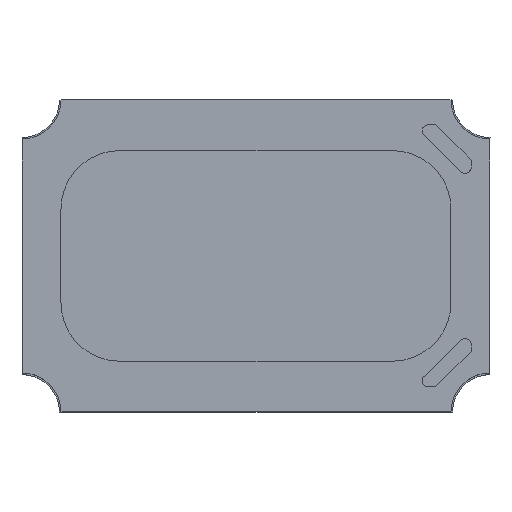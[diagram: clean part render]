
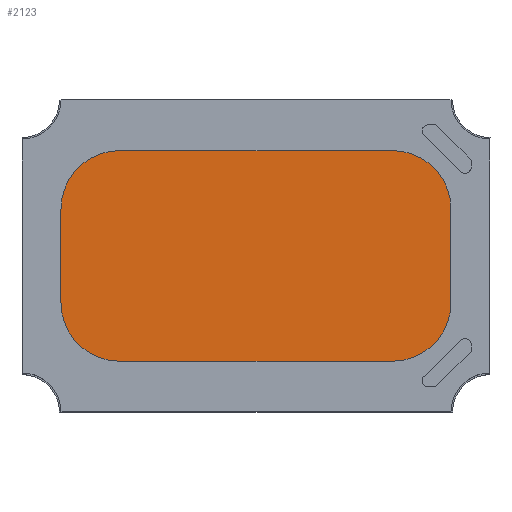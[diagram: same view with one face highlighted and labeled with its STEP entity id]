
A CAD part, top view. The second image highlights one B-rep face of the part: STEP entity #2123.
In plain terms, the highlighted planar face has unit normal (0, 0, 1).
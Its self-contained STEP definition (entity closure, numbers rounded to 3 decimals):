
#48 = CARTESIAN_POINT ( 'NONE',  ( -1.25, 0.3, 0. ) ) ;
#150 = AXIS2_PLACEMENT_3D ( 'NONE', #1381, #824, #3152 ) ;
#211 = CARTESIAN_POINT ( 'NONE',  ( -0.875, 0.675, 0. ) ) ;
#240 = CARTESIAN_POINT ( 'NONE',  ( -0.875, -0.675, 0. ) ) ;
#269 = VECTOR ( 'NONE', #2196, 1000. ) ;
#452 = EDGE_CURVE ( 'NONE', #611, #3405, #757, .T. ) ;
#519 = AXIS2_PLACEMENT_3D ( 'NONE', #1266, #1546, #2994 ) ;
#520 = DIRECTION ( 'NONE',  ( 1., 0., 0. ) ) ;
#532 = ORIENTED_EDGE ( 'NONE', *, *, #2763, .T. ) ;
#537 = VERTEX_POINT ( 'NONE', #3461 ) ;
#580 = CIRCLE ( 'NONE', #1420, 0.375 ) ;
#611 = VERTEX_POINT ( 'NONE', #2322 ) ;
#620 = DIRECTION ( 'NONE',  ( 0., 0., -1. ) ) ;
#666 = ORIENTED_EDGE ( 'NONE', *, *, #811, .T. ) ;
#709 = VERTEX_POINT ( 'NONE', #932 ) ;
#757 = CIRCLE ( 'NONE', #150, 0.375 ) ;
#811 = EDGE_CURVE ( 'NONE', #2041, #611, #2381, .T. ) ;
#824 = DIRECTION ( 'NONE',  ( 0., 0., 1. ) ) ;
#843 = EDGE_CURVE ( 'NONE', #2041, #969, #580, .T. ) ;
#886 = CARTESIAN_POINT ( 'NONE',  ( 1.25, 0.3, 0. ) ) ;
#932 = CARTESIAN_POINT ( 'NONE',  ( 1.25, -0.3, 0. ) ) ;
#950 = PLANE ( 'NONE',  #519 ) ;
#969 = VERTEX_POINT ( 'NONE', #2500 ) ;
#997 = CARTESIAN_POINT ( 'NONE',  ( -1.25, -0.3, 0. ) ) ;
#1077 = AXIS2_PLACEMENT_3D ( 'NONE', #2617, #1217, #1771 ) ;
#1104 = EDGE_LOOP ( 'NONE', ( #2444, #666, #1157, #1689, #3012, #3302, #1200, #532 ) ) ;
#1146 = DIRECTION ( 'NONE',  ( 0., 1., 0. ) ) ;
#1157 = ORIENTED_EDGE ( 'NONE', *, *, #452, .T. ) ;
#1172 = DIRECTION ( 'NONE',  ( -1., 0., 0. ) ) ;
#1200 = ORIENTED_EDGE ( 'NONE', *, *, #2784, .F. ) ;
#1217 = DIRECTION ( 'NONE',  ( 0., 0., -1. ) ) ;
#1266 = CARTESIAN_POINT ( 'NONE',  ( -0.875, -0.3, 0. ) ) ;
#1381 = CARTESIAN_POINT ( 'NONE',  ( -0.875, 0.3, 0. ) ) ;
#1420 = AXIS2_PLACEMENT_3D ( 'NONE', #3086, #3637, #3627 ) ;
#1546 = DIRECTION ( 'NONE',  ( 0., 0., 1. ) ) ;
#1647 = VECTOR ( 'NONE', #520, 1000. ) ;
#1689 = ORIENTED_EDGE ( 'NONE', *, *, #1813, .T. ) ;
#1771 = DIRECTION ( 'NONE',  ( -1., 0., 0. ) ) ;
#1775 = VERTEX_POINT ( 'NONE', #2185 ) ;
#1813 = EDGE_CURVE ( 'NONE', #3405, #3061, #2536, .T. ) ;
#1990 = LINE ( 'NONE', #886, #2819 ) ;
#2041 = VERTEX_POINT ( 'NONE', #3484 ) ;
#2123 = ADVANCED_FACE ( 'N', ( #3262 ), #950, .T. ) ;
#2168 = CIRCLE ( 'NONE', #2508, 0.375 ) ;
#2185 = CARTESIAN_POINT ( 'NONE',  ( -0.875, -0.675, 0. ) ) ;
#2186 = CIRCLE ( 'NONE', #1077, 0.375 ) ;
#2196 = DIRECTION ( 'NONE',  ( 0., -1., 0. ) ) ;
#2322 = CARTESIAN_POINT ( 'NONE',  ( -0.875, 0.675, 0. ) ) ;
#2381 = LINE ( 'NONE', #211, #2664 ) ;
#2414 = LINE ( 'NONE', #240, #1647 ) ;
#2444 = ORIENTED_EDGE ( 'NONE', *, *, #843, .F. ) ;
#2500 = CARTESIAN_POINT ( 'NONE',  ( 1.25, 0.3, 0. ) ) ;
#2508 = AXIS2_PLACEMENT_3D ( 'NONE', #3210, #620, #1172 ) ;
#2536 = LINE ( 'NONE', #2781, #269 ) ;
#2580 = EDGE_CURVE ( 'NONE', #1775, #537, #2414, .T. ) ;
#2617 = CARTESIAN_POINT ( 'NONE',  ( -0.875, -0.3, 0. ) ) ;
#2664 = VECTOR ( 'NONE', #3048, 1000. ) ;
#2763 = EDGE_CURVE ( 'NONE', #709, #969, #1990, .T. ) ;
#2781 = CARTESIAN_POINT ( 'NONE',  ( -1.25, -0.3, 0. ) ) ;
#2784 = EDGE_CURVE ( 'NONE', #709, #537, #2168, .T. ) ;
#2819 = VECTOR ( 'NONE', #1146, 1000. ) ;
#2994 = DIRECTION ( 'NONE',  ( 1., 0., 0. ) ) ;
#3012 = ORIENTED_EDGE ( 'NONE', *, *, #3333, .F. ) ;
#3048 = DIRECTION ( 'NONE',  ( -1., 0., 0. ) ) ;
#3061 = VERTEX_POINT ( 'NONE', #997 ) ;
#3086 = CARTESIAN_POINT ( 'NONE',  ( 0.875, 0.3, 0. ) ) ;
#3152 = DIRECTION ( 'NONE',  ( -1., 0., 0. ) ) ;
#3210 = CARTESIAN_POINT ( 'NONE',  ( 0.875, -0.3, 0. ) ) ;
#3262 = FACE_OUTER_BOUND ( 'NONE', #1104, .T. ) ;
#3302 = ORIENTED_EDGE ( 'NONE', *, *, #2580, .T. ) ;
#3333 = EDGE_CURVE ( 'NONE', #1775, #3061, #2186, .T. ) ;
#3405 = VERTEX_POINT ( 'NONE', #48 ) ;
#3461 = CARTESIAN_POINT ( 'NONE',  ( 0.875, -0.675, 0. ) ) ;
#3484 = CARTESIAN_POINT ( 'NONE',  ( 0.875, 0.675, 0. ) ) ;
#3627 = DIRECTION ( 'NONE',  ( -1., 0., 0. ) ) ;
#3637 = DIRECTION ( 'NONE',  ( 0., 0., -1. ) ) ;
